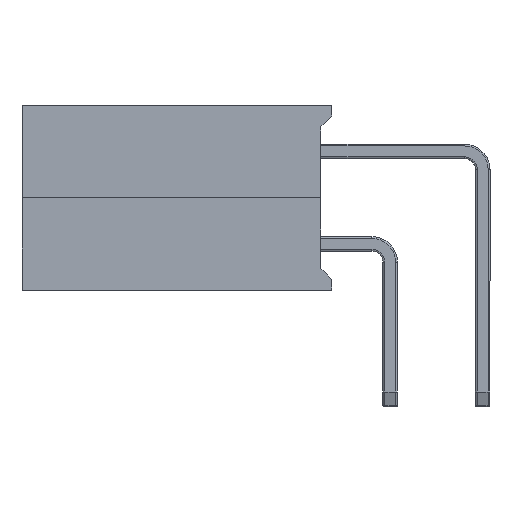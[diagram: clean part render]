
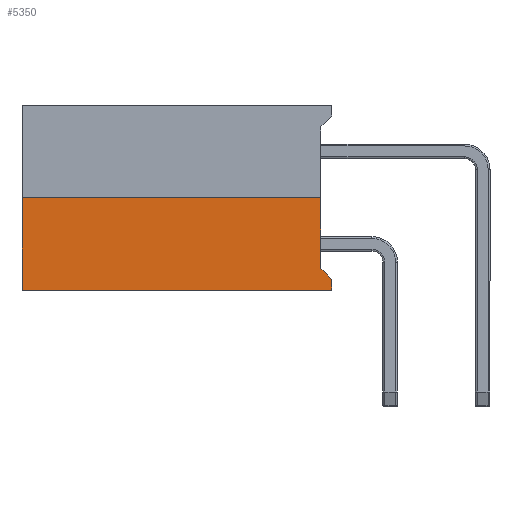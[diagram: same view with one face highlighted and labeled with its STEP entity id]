
A CAD part, left-side view. The second image highlights one B-rep face of the part: STEP entity #5350.
In plain terms, the highlighted planar face has unit normal (-1, 0, 0).
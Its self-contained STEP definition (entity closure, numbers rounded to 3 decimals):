
#315=PLANE('',#5929);
#566=FACE_OUTER_BOUND('',#893,.T.);
#893=EDGE_LOOP('',(#4071,#4072,#4073,#4074,#4075,#4076));
#1255=LINE('',#8947,#1639);
#1259=LINE('',#8954,#1643);
#1270=LINE('',#8978,#1654);
#1273=LINE('',#8984,#1657);
#1274=LINE('',#8986,#1658);
#1275=LINE('',#8987,#1659);
#1639=VECTOR('',#7184,10.);
#1643=VECTOR('',#7190,10.);
#1654=VECTOR('',#7213,10.);
#1657=VECTOR('',#7218,10.);
#1658=VECTOR('',#7219,10.);
#1659=VECTOR('',#7220,10.);
#2343=VERTEX_POINT('',#8944);
#2344=VERTEX_POINT('',#8946);
#2346=VERTEX_POINT('',#8952);
#2353=VERTEX_POINT('',#8977);
#2355=VERTEX_POINT('',#8983);
#2356=VERTEX_POINT('',#8985);
#2927=EDGE_CURVE('',#2343,#2344,#1255,.T.);
#2931=EDGE_CURVE('',#2343,#2346,#1259,.T.);
#2944=EDGE_CURVE('',#2353,#2344,#1270,.T.);
#2947=EDGE_CURVE('',#2346,#2355,#1273,.T.);
#2948=EDGE_CURVE('',#2356,#2355,#1274,.T.);
#2949=EDGE_CURVE('',#2353,#2356,#1275,.T.);
#4071=ORIENTED_EDGE('',*,*,#2931,.T.);
#4072=ORIENTED_EDGE('',*,*,#2947,.T.);
#4073=ORIENTED_EDGE('',*,*,#2948,.F.);
#4074=ORIENTED_EDGE('',*,*,#2949,.F.);
#4075=ORIENTED_EDGE('',*,*,#2944,.T.);
#4076=ORIENTED_EDGE('',*,*,#2927,.F.);
#5350=ADVANCED_FACE('',(#566),#315,.T.);
#5929=AXIS2_PLACEMENT_3D('',#8982,#7216,#7217);
#7184=DIRECTION('',(0.,-0.707,-0.707));
#7190=DIRECTION('',(0.,0.,1.));
#7213=DIRECTION('',(0.,0.,1.));
#7216=DIRECTION('center_axis',(-1.,0.,0.));
#7217=DIRECTION('ref_axis',(0.,0.,
1.));
#7218=DIRECTION('',(0.,1.,0.));
#7219=DIRECTION('',(0.,0.,1.));
#7220=DIRECTION('',(0.,1.,0.));
#8944=CARTESIAN_POINT('',(-1.27,1.9,0.6));
#8946=CARTESIAN_POINT('',(-1.27,1.6,0.3));
#8947=CARTESIAN_POINT('',(-1.27,1.6,0.3));
#8952=CARTESIAN_POINT('',(-1.27,1.9,2.54));
#8954=CARTESIAN_POINT('',(-1.27,1.9,0.635));
#8977=CARTESIAN_POINT('',(-1.27,1.6,0.));
#8978=CARTESIAN_POINT('',(-1.27,1.6,0.));
#8982=CARTESIAN_POINT('Origin',(-1.27,1.6,0.));
#8983=CARTESIAN_POINT('',(-1.27,10.1,2.54));
#8984=CARTESIAN_POINT('',(-1.27,1.6,2.54));
#8985=CARTESIAN_POINT('',(-1.27,10.1,0.));
#8986=CARTESIAN_POINT('',(-1.27,10.1,0.));
#8987=CARTESIAN_POINT('',(-1.27,1.6,0.));
